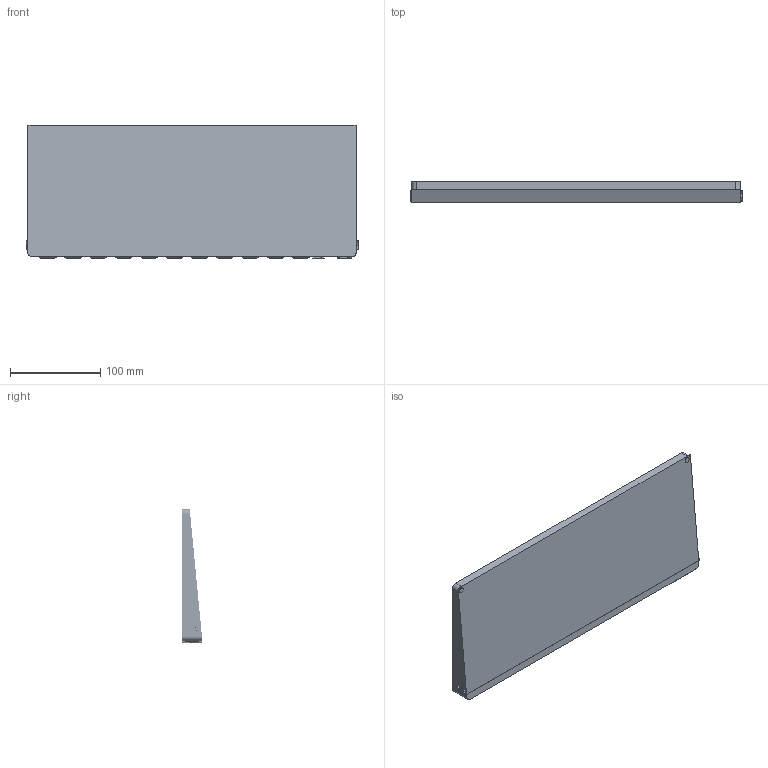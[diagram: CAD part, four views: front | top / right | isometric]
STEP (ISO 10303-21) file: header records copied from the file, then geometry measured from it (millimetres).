
FILE_DESCRIPTION(/* description */ ('STEP AP242','CAx-IF Rec.Pracs.---Representation and Presentation of Product Manufacturing Information (PMI)---4.0---2014-10-13','CAx-IF Rec.Pracs.---3D Tessellated Geometry---0.4---2014-09-14','2;1'),/* implementation_level */ '2;1');
FILE_NAME(/* name */ '68928e9e8283fb060a9aa018',/* time_stamp */ '2025-08-05T23:07:11Z',/* author */ (''),/* organization */ (''),/* preprocessor_version */ 'ST-DEVELOPER v20',/* originating_system */ 'ONSHAPE BY PTC INC, 1.201',/* authorisation */ ' ');
FILE_SCHEMA (('AP242_MANAGED_MODEL_BASED_3D_ENGINEERING_MIM_LF { 1 0 10303 442 1 1 4 }'));
Length unit declared in the file: metre
Products named in the file (8): Part 7; Part 4; Part 5; Part 6; Part 1; Part 8; Part 2; Part 3
Bounding box: 368 x 23 x 148 mm (x, y, z)
Volume: 593260.3 mm3; surface area: 284206.2 mm2
Topology: 8 solids, 8 shells, 312 faces, 716 edges, 470 vertices
Faces by surface type: plane 212, cylinder 86, bspline 12, torus 2
Full cylindrical faces by diameter (mm): 3.4 x4, 6 x8
Entity records: 11008 total; most frequent: CARTESIAN_POINT 2052, DIRECTION 1442, ORIENTED_EDGE 1404, EDGE_CURVE 702, LINE 522, VECTOR 522, VERTEX_POINT 468, AXIS2_PLACEMENT_3D 460
